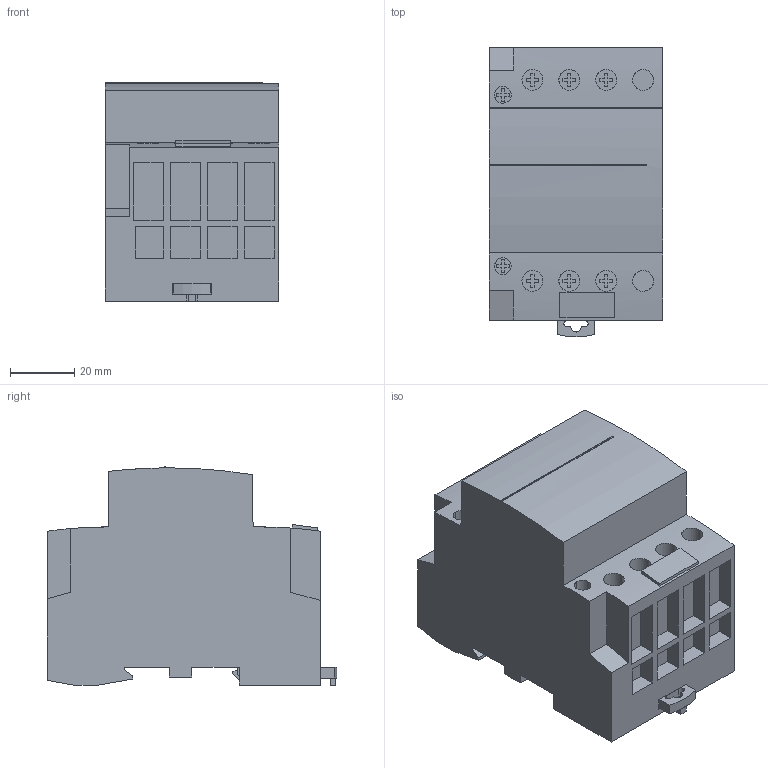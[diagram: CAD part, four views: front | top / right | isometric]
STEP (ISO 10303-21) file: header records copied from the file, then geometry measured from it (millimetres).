
FILE_DESCRIPTION((''),'2;1');
FILE_NAME('ASM0001_ASM','2012-04-02T',('SESA181470'),('Schneider-Electric'),'PRO/ENGINEER BY PARAMETRIC TECHNOLOGY CORPORATION, 2009400','PRO/ENGINEER BY PARAMETRIC TECHNOLOGY CORPORATION, 2009400','');
FILE_SCHEMA(('CONFIG_CONTROL_DESIGN'));
Length unit declared in the file: millimetre
Products named in the file (3): COQUE_54_1_2; PRT0003_1; ASM0001_ASM
Assembly tree (2 placements, depth 2):
  ASM0001_ASM
    COQUE_54_1_2
    PRT0003_1
Bounding box: 54 x 89.9 x 67.74 mm (x, y, z)
Volume: 241541.5 mm3; surface area: 33407 mm2
Topology: 2 solids, 2 shells, 335 faces, 907 edges, 610 vertices
Faces by surface type: plane 299, cylinder 36
Entity records: 10717 total; most frequent: CARTESIAN_POINT 2121, ORIENTED_EDGE 1814, DIRECTION 1641, EDGE_CURVE 907, VECTOR 809, LINE 809, VERTEX_POINT 610, AXIS2_PLACEMENT_3D 416
